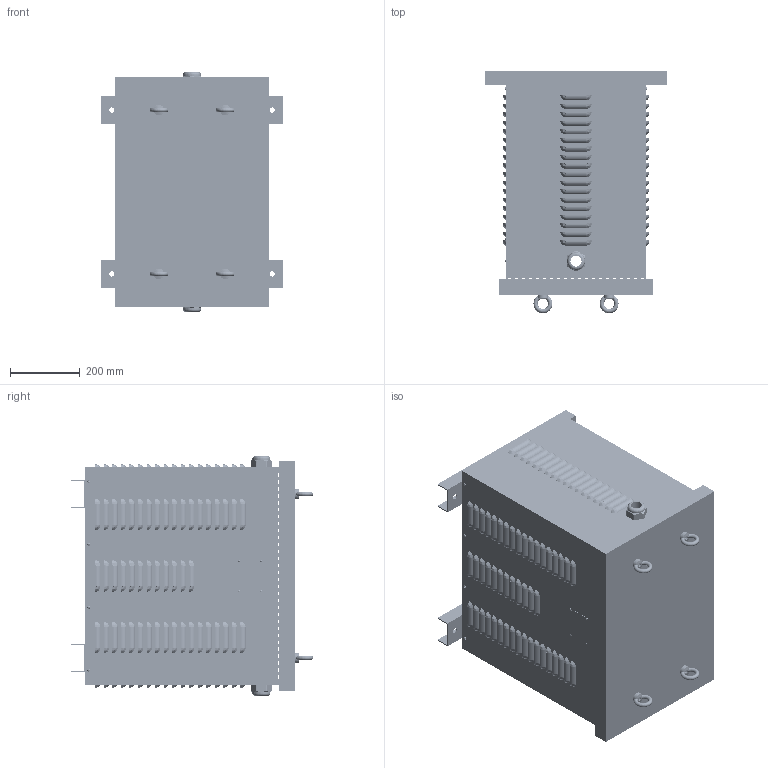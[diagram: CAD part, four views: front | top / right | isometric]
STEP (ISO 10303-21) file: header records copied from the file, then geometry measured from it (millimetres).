
FILE_DESCRIPTION(/* description */ (''),/* implementation_level */ '2;1');
FILE_NAME(/* name */ 'YAQ03607363.stp',/* time_stamp */ '2023-11-07T13:48:03+01:00',/* author */ ('velazquez'),/* organization */ (''),/* preprocessor_version */ 'ST-DEVELOPER v19.2',/* originating_system */ 'Autodesk Inventor 2023',/* authorisation */ '');
FILE_SCHEMA (('AUTOMOTIVE_DESIGN { 1 0 10303 214 3 1 1 }'));
Products named in the file (10): YAQ03607363; JE100 CUERPO; JE100 BASE; PLACA CARACTERISTICAS; JE100 TAPA SUPERIOR; 1411147; DIN 582 - M12; JE100 PATAS; ISO 7045 - M4 x 5 - 4.8 - H; IFI 521 - 41, TPHSSPMBR
Assembly tree (24 placements, depth 2):
  YAQ03607363
    JE100 CUERPO
    JE100 BASE
    PLACA CARACTERISTICAS
    JE100 TAPA SUPERIOR
    1411147  x2
    DIN 582 - M12  x4
    JE100 PATAS  x2
    ISO 7045 - M4 x 5 - 4.8 - H  x8
    IFI 521 - 41, TPHSSPMBR  x4
Bounding box: 520 x 694.89 x 688.2 mm (x, y, z)
Volume: 4880124.9 mm3; surface area: 4292724.8 mm2
Topology: 24 solids, 24 shells, 3065 faces, 8708 edges, 5445 vertices
Faces by surface type: cylinder 1208, plane 1141, bspline 532, cone 112, torus 60, sphere 12
Full cylindrical faces by diameter (mm): 3.2 x4, 3.621 x8, 4 x16, 5 x8, 10.106 x4, 11 x558, 15 x16, 30 x4, 48 x2
Entity records: 97619 total; most frequent: CARTESIAN_POINT 20026, DIRECTION 15520, ORIENTED_EDGE 15270, EDGE_CURVE 7635, AXIS2_PLACEMENT_3D 5677, VERTEX_POINT 4913, EDGE_LOOP 4420, LINE 4166
